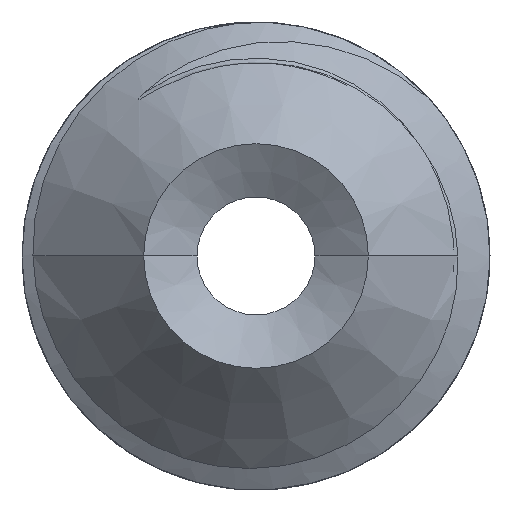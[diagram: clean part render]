
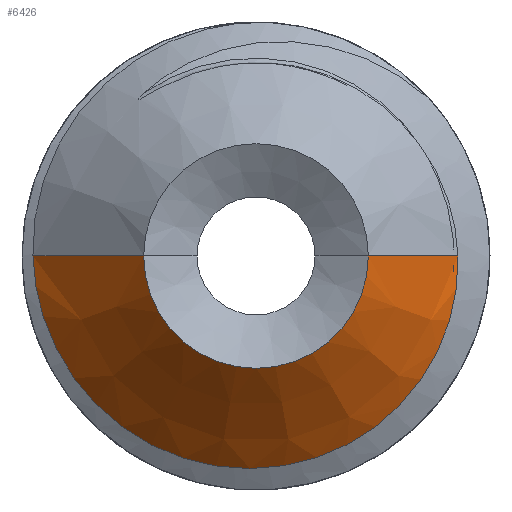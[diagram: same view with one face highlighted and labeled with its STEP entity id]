
A CAD part, left-side view. The second image highlights one B-rep face of the part: STEP entity #6426.
In plain terms, the highlighted conical face has half-angle 45 degrees and reference radius 2.276 mm.
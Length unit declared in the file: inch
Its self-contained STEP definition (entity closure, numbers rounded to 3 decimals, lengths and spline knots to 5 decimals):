
#2926=CARTESIAN_POINT('',(0.04785,-0.10785,0.));
#2927=CARTESIAN_POINT('',(0.04806,-0.10806,
-0.00631));
#2928=CARTESIAN_POINT('',(0.04848,-0.10738,
-0.01905));
#2929=CARTESIAN_POINT('',(0.04913,-0.10289,
-0.03807));
#2930=CARTESIAN_POINT('',(0.04977,-0.09508,
-0.05597));
#2931=CARTESIAN_POINT('',(0.05039,-0.08448,
-0.07191));
#2932=CARTESIAN_POINT('',(0.05102,-0.07117,
-0.08595));
#2933=CARTESIAN_POINT('',(0.05165,-0.05529,
-0.09767));
#2934=CARTESIAN_POINT('',(0.05228,-0.0377,
-0.10636));
#2935=CARTESIAN_POINT('',(0.05291,-0.01892,
-0.11189));
#2936=CARTESIAN_POINT('',(0.05354,0.00107,
-0.11414));
#2937=CARTESIAN_POINT('',(0.05418,0.02121,
-0.11278));
#2938=CARTESIAN_POINT('',(0.0548,0.0404,
-0.10806));
#2939=CARTESIAN_POINT('',(0.05543,0.05881,
-0.10001));
#2940=CARTESIAN_POINT('',(0.05606,0.07582,
-0.08866));
#2941=CARTESIAN_POINT('',(0.05669,0.09052,
-0.07454));
#2942=CARTESIAN_POINT('',(0.0573,0.1024,
-0.0584));
#2943=CARTESIAN_POINT('',(0.05793,0.11158,
-0.04));
#2944=CARTESIAN_POINT('',(0.05856,0.11741,
-0.02023));
#2945=CARTESIAN_POINT('',(0.05897,0.11897,
-0.00674));
#2946=CARTESIAN_POINT('',(0.05917,0.11917,0.));
#2948=DIRECTION('',(0.707,0.707,0.));
#2949=VECTOR('',#2948,0.08368);
#2950=CARTESIAN_POINT('',(0.,0.06,0.));
#2951=LINE('',#2950,#2949);
#2952=DIRECTION('',(0.707,-0.707,0.));
#2953=VECTOR('',#2952,0.06767);
#2954=CARTESIAN_POINT('',(0.,-0.06,0.));
#2955=LINE('',#2954,#2953);
#2961=CARTESIAN_POINT('',(0.,0.,0.));
#2962=DIRECTION('',(-1.,0.,0.));
#2963=DIRECTION('',(0.,1.,0.));
#2964=AXIS2_PLACEMENT_3D('',#2961,#2962,#2963);
#4082=CARTESIAN_POINT('',(0.,0.06,0.));
#4083=CARTESIAN_POINT('',(0.05917,0.11917,0.));
#4084=VERTEX_POINT('',#4082);
#4085=VERTEX_POINT('',#4083);
#4086=CARTESIAN_POINT('',(0.,-0.06,0.));
#4087=CARTESIAN_POINT('',(0.04785,-0.10785,0.));
#4088=VERTEX_POINT('',#4086);
#4089=VERTEX_POINT('',#4087);
#6414=CARTESIAN_POINT('',(0.02958,0.,0.));
#6415=DIRECTION('',(1.,0.,0.));
#6416=DIRECTION('',(0.,-1.,0.));
#6417=AXIS2_PLACEMENT_3D('',#6414,#6415,#6416);
#6418=CONICAL_SURFACE('',#6417,0.08958,45.);
#6419=ORIENTED_EDGE('',*,*,#6398,.F.);
#6421=ORIENTED_EDGE('',*,*,#6420,.T.);
#6422=ORIENTED_EDGE('',*,*,#6407,.T.);
#6423=ORIENTED_EDGE('',*,*,#6388,.T.);
#6424=EDGE_LOOP('',(#6419,#6421,#6422,#6423));
#6425=FACE_OUTER_BOUND('',#6424,.F.);
#2947=B_SPLINE_CURVE_WITH_KNOTS('',3,(#2926,#2927,#2928,#2929,#2930,#2931,#2932,
#2933,#2934,#2935,#2936,#2937,#2938,#2939,#2940,#2941,#2942,#2943,#2944,#2945,
#2946),.UNSPECIFIED.,.F.,.F.,(4,1,1,1,1,1,1,1,1,1,1,1,1,1,1,1,1,1,4),(0.,
0.05556,0.11111,0.16667,0.22222,
0.27778,0.33333,0.38889,0.44444,0.5,
0.55556,0.61111,0.66667,0.72222,
0.77778,0.83333,0.88889,0.94444,1.),
.UNSPECIFIED.);
#2965=CIRCLE('',#2964,0.06);
#6388=EDGE_CURVE('',#4089,#4085,#2947,.T.);
#6398=EDGE_CURVE('',#4084,#4085,#2951,.T.);
#6407=EDGE_CURVE('',#4088,#4089,#2955,.T.);
#6420=EDGE_CURVE('',#4084,#4088,#2965,.T.);
#6426=ADVANCED_FACE('',(#6425),#6418,.T.);
